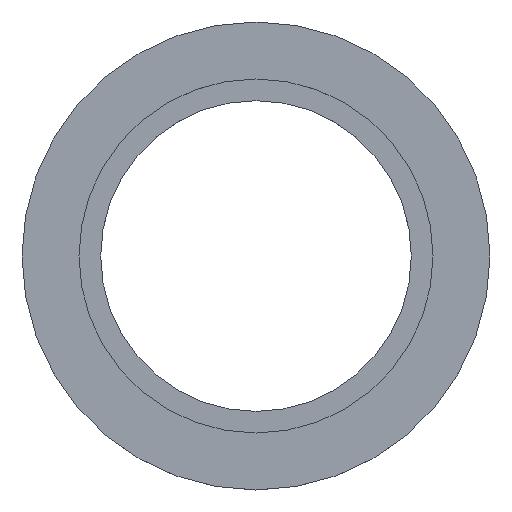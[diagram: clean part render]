
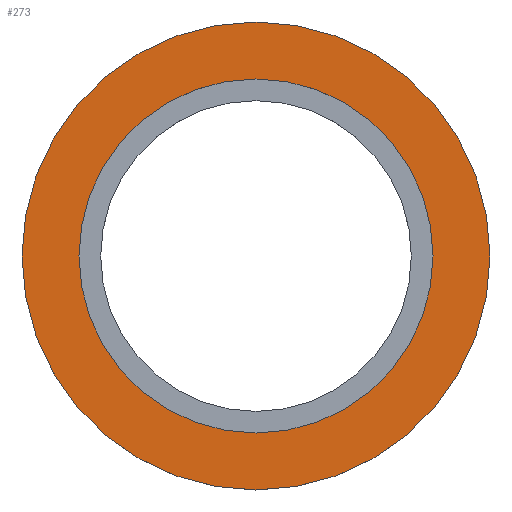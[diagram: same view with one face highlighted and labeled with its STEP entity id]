
A CAD part, top view. The second image highlights one B-rep face of the part: STEP entity #273.
In plain terms, the highlighted planar face has unit normal (0, 0, 1).
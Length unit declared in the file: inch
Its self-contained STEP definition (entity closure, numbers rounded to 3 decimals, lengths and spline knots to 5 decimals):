
#158=CARTESIAN_POINT('',(1.638,0.,0.0));
#159=VERTEX_POINT('',#158);
#160=CARTESIAN_POINT('',(0.0,0.0,0.0));
#161=DIRECTION('',(0.0,0.0,-1.0));
#162=DIRECTION('',(-1.0,0.0,0.0));
#163=AXIS2_PLACEMENT_3D('',#160,#161,#162);
#164=CIRCLE('',#163,1.638);
#165=EDGE_CURVE('',#159,#159,#164,.T.);
#250=CARTESIAN_POINT('',(2.165,0.,0.0));
#251=VERTEX_POINT('',#250);
#252=CARTESIAN_POINT('',(0.0,0.0,0.0));
#253=DIRECTION('',(0.0,0.0,-1.0));
#254=DIRECTION('',(-1.0,0.0,0.0));
#255=AXIS2_PLACEMENT_3D('',#252,#253,#254);
#256=CIRCLE('',#255,2.165);
#257=EDGE_CURVE('',#251,#251,#256,.T.);
#262=CARTESIAN_POINT('',(0.0,0.0,0.0));
#263=DIRECTION('',(0.0,0.0,-1.0));
#264=DIRECTION('',(-1.0,0.0,0.0));
#265=AXIS2_PLACEMENT_3D('',#262,#263,#264);
#266=PLANE('',#265);
#267=ORIENTED_EDGE('',*,*,#257,.F.);
#268=EDGE_LOOP('',(#267));
#269=FACE_OUTER_BOUND('',#268,.T.);
#270=ORIENTED_EDGE('',*,*,#165,.T.);
#271=EDGE_LOOP('',(#270));
#272=FACE_BOUND('',#271,.T.);
#273=ADVANCED_FACE('',(#269,#272),#266,.F.);
